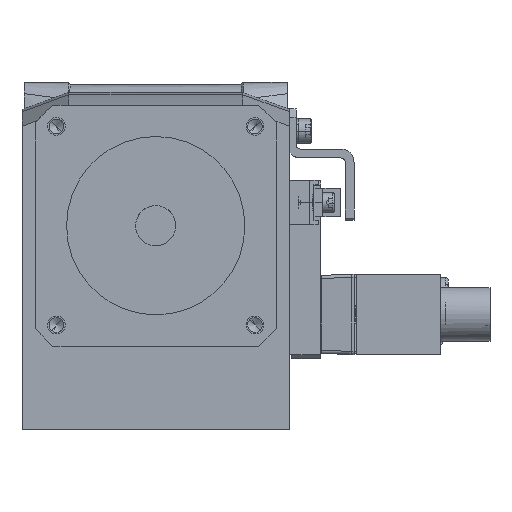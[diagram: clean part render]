
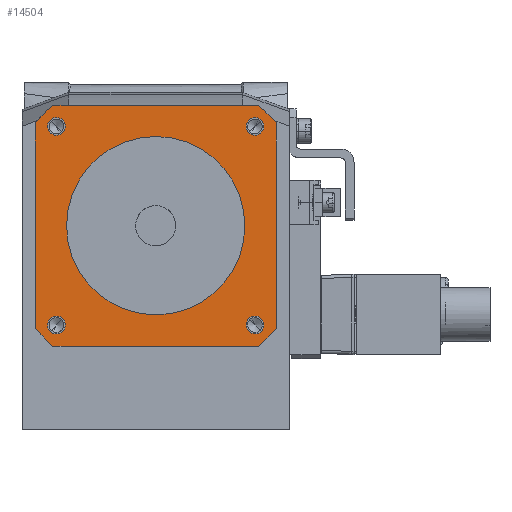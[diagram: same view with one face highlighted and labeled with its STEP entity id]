
A CAD part, front view. The second image highlights one B-rep face of the part: STEP entity #14504.
In plain terms, the highlighted planar face has unit normal (0, -1, 0).
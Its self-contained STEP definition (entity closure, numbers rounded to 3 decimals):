
#13910=CARTESIAN_POINT('Axis2P3D Location',(22.274,-97.,23.526)) ;
#13914=CARTESIAN_POINT('Vertex',(24.274,-97.,23.526)) ;
#13916=CARTESIAN_POINT('Vertex',(23.688,-97.,22.112)) ;
#13919=CARTESIAN_POINT('Axis2P3D Location',(22.274,-97.,23.526)) ;
#13923=CARTESIAN_POINT('Vertex',(20.86,-97.,24.94)) ;
#13950=CARTESIAN_POINT('Axis2P3D Location',(22.274,-97.,23.526)) ;
#13954=CARTESIAN_POINT('Vertex',(20.274,-97.,23.526)) ;
#13957=CARTESIAN_POINT('Axis2P3D Location',(22.274,-97.,23.526)) ;
#13976=CARTESIAN_POINT('Axis2P3D Location',(-22.274,-97.,23.526)) ;
#13980=CARTESIAN_POINT('Vertex',(-20.274,-97.,23.526)) ;
#13982=CARTESIAN_POINT('Vertex',(-23.688,-97.,22.112)) ;
#13985=CARTESIAN_POINT('Axis2P3D Location',(-22.274,-97.,23.526)) ;
#13989=CARTESIAN_POINT('Vertex',(-20.86,-97.,24.94)) ;
#14016=CARTESIAN_POINT('Axis2P3D Location',(-22.274,-97.,23.526)) ;
#14020=CARTESIAN_POINT('Vertex',(-24.274,-97.,23.526)) ;
#14023=CARTESIAN_POINT('Axis2P3D Location',(-22.274,-97.,23.526)) ;
#14042=CARTESIAN_POINT('Axis2P3D Location',(-22.274,-97.,68.074)) ;
#14046=CARTESIAN_POINT('Vertex',(-24.274,-97.,68.074)) ;
#14048=CARTESIAN_POINT('Vertex',(-23.688,-97.,69.488)) ;
#14051=CARTESIAN_POINT('Axis2P3D Location',(-22.274,-97.,68.074)) ;
#14055=CARTESIAN_POINT('Vertex',(-20.86,-97.,66.66)) ;
#14082=CARTESIAN_POINT('Axis2P3D Location',(-22.274,-97.,68.074)) ;
#14086=CARTESIAN_POINT('Vertex',(-20.274,-97.,68.074)) ;
#14089=CARTESIAN_POINT('Axis2P3D Location',(-22.274,-97.,68.074)) ;
#14108=CARTESIAN_POINT('Axis2P3D Location',(22.274,-97.,68.074)) ;
#14112=CARTESIAN_POINT('Vertex',(20.274,-97.,68.074)) ;
#14114=CARTESIAN_POINT('Vertex',(23.688,-97.,69.488)) ;
#14117=CARTESIAN_POINT('Axis2P3D Location',(22.274,-97.,68.074)) ;
#14121=CARTESIAN_POINT('Vertex',(20.86,-97.,66.66)) ;
#14148=CARTESIAN_POINT('Axis2P3D Location',(22.274,-97.,68.074)) ;
#14152=CARTESIAN_POINT('Vertex',(24.274,-97.,68.074)) ;
#14155=CARTESIAN_POINT('Axis2P3D Location',(22.274,-97.,68.074)) ;
#14178=CARTESIAN_POINT('Vertex',(-23.049,-97.,72.8)) ;
#14185=CARTESIAN_POINT('Vertex',(-27.,-97.,68.849)) ;
#14188=CARTESIAN_POINT('Axis2P3D Location',(0.,-97.,45.8)) ;
#14210=CARTESIAN_POINT('Vertex',(-27.,-97.,22.751)) ;
#14213=CARTESIAN_POINT('Line Origine',(-27.,-97.,45.8)) ;
#14234=CARTESIAN_POINT('Vertex',(-23.049,-97.,18.8)) ;
#14237=CARTESIAN_POINT('Axis2P3D Location',(0.,-97.,45.8)) ;
#14258=CARTESIAN_POINT('Vertex',(23.049,-97.,18.8)) ;
#14261=CARTESIAN_POINT('Line Origine',(0.,-97.,18.8)) ;
#14282=CARTESIAN_POINT('Vertex',(27.,-97.,22.751)) ;
#14285=CARTESIAN_POINT('Axis2P3D Location',(0.,-97.,45.8)) ;
#14306=CARTESIAN_POINT('Vertex',(27.,-97.,68.849)) ;
#14309=CARTESIAN_POINT('Line Origine',(27.,-97.,45.8)) ;
#14330=CARTESIAN_POINT('Vertex',(23.049,-97.,72.8)) ;
#14333=CARTESIAN_POINT('Axis2P3D Location',(0.,-97.,45.8)) ;
#14351=CARTESIAN_POINT('Line Origine',(0.,-97.,72.8)) ;
#14447=CARTESIAN_POINT('Axis2P3D Location',(0.,-97.,45.8)) ;
#14486=CARTESIAN_POINT('Axis2P3D Location',(0.,-97.,45.8)) ;
#14490=CARTESIAN_POINT('Vertex',(-20.,-97.,45.8)) ;
#14492=CARTESIAN_POINT('Vertex',(20.,-97.,45.8)) ;
#14495=CARTESIAN_POINT('Axis2P3D Location',(0.,-97.,45.8)) ;
#13911=DIRECTION('Axis2P3D Direction',(0.,1.,0.)) ;
#13920=DIRECTION('Axis2P3D Direction',(0.,1.,0.)) ;
#13951=DIRECTION('Axis2P3D Direction',(0.,1.,0.)) ;
#13958=DIRECTION('Axis2P3D Direction',(0.,1.,0.)) ;
#13977=DIRECTION('Axis2P3D Direction',(0.,1.,0.)) ;
#13986=DIRECTION('Axis2P3D Direction',(0.,1.,0.)) ;
#14017=DIRECTION('Axis2P3D Direction',(0.,1.,0.)) ;
#14024=DIRECTION('Axis2P3D Direction',(0.,1.,0.)) ;
#14043=DIRECTION('Axis2P3D Direction',(0.,1.,0.)) ;
#14052=DIRECTION('Axis2P3D Direction',(0.,1.,0.)) ;
#14083=DIRECTION('Axis2P3D Direction',(0.,1.,0.)) ;
#14090=DIRECTION('Axis2P3D Direction',(0.,1.,0.)) ;
#14109=DIRECTION('Axis2P3D Direction',(-0.,1.,0.)) ;
#14118=DIRECTION('Axis2P3D Direction',(-0.,1.,0.)) ;
#14149=DIRECTION('Axis2P3D Direction',(-0.,1.,0.)) ;
#14156=DIRECTION('Axis2P3D Direction',(-0.,1.,0.)) ;
#14189=DIRECTION('Axis2P3D Direction',(-0.,1.,0.)) ;
#14214=DIRECTION('Vector Direction',(0.,0.,-1.)) ;
#14238=DIRECTION('Axis2P3D Direction',(-0.,1.,0.)) ;
#14262=DIRECTION('Vector Direction',(-1.,0.,0.)) ;
#14286=DIRECTION('Axis2P3D Direction',(-0.,1.,0.)) ;
#14310=DIRECTION('Vector Direction',(0.,0.,-1.)) ;
#14334=DIRECTION('Axis2P3D Direction',(-0.,1.,0.)) ;
#14352=DIRECTION('Vector Direction',(1.,0.,0.)) ;
#14448=DIRECTION('Axis2P3D Direction',(0.,1.,0.)) ;
#14449=DIRECTION('Axis2P3D XDirection',(0.,0.,1.)) ;
#14487=DIRECTION('Axis2P3D Direction',(0.,1.,0.)) ;
#14496=DIRECTION('Axis2P3D Direction',(0.,1.,0.)) ;
#13912=AXIS2_PLACEMENT_3D('Circle Axis2P3D',#13910,#13911,$) ;
#13921=AXIS2_PLACEMENT_3D('Circle Axis2P3D',#13919,#13920,$) ;
#13952=AXIS2_PLACEMENT_3D('Circle Axis2P3D',#13950,#13951,$) ;
#13959=AXIS2_PLACEMENT_3D('Circle Axis2P3D',#13957,#13958,$) ;
#13978=AXIS2_PLACEMENT_3D('Circle Axis2P3D',#13976,#13977,$) ;
#13987=AXIS2_PLACEMENT_3D('Circle Axis2P3D',#13985,#13986,$) ;
#14018=AXIS2_PLACEMENT_3D('Circle Axis2P3D',#14016,#14017,$) ;
#14025=AXIS2_PLACEMENT_3D('Circle Axis2P3D',#14023,#14024,$) ;
#14044=AXIS2_PLACEMENT_3D('Circle Axis2P3D',#14042,#14043,$) ;
#14053=AXIS2_PLACEMENT_3D('Circle Axis2P3D',#14051,#14052,$) ;
#14084=AXIS2_PLACEMENT_3D('Circle Axis2P3D',#14082,#14083,$) ;
#14091=AXIS2_PLACEMENT_3D('Circle Axis2P3D',#14089,#14090,$) ;
#14110=AXIS2_PLACEMENT_3D('Circle Axis2P3D',#14108,#14109,$) ;
#14119=AXIS2_PLACEMENT_3D('Circle Axis2P3D',#14117,#14118,$) ;
#14150=AXIS2_PLACEMENT_3D('Circle Axis2P3D',#14148,#14149,$) ;
#14157=AXIS2_PLACEMENT_3D('Circle Axis2P3D',#14155,#14156,$) ;
#14190=AXIS2_PLACEMENT_3D('Circle Axis2P3D',#14188,#14189,$) ;
#14239=AXIS2_PLACEMENT_3D('Circle Axis2P3D',#14237,#14238,$) ;
#14287=AXIS2_PLACEMENT_3D('Circle Axis2P3D',#14285,#14286,$) ;
#14335=AXIS2_PLACEMENT_3D('Circle Axis2P3D',#14333,#14334,$) ;
#14450=AXIS2_PLACEMENT_3D('Plane Axis2P3D',#14447,#14448,#14449) ;
#14488=AXIS2_PLACEMENT_3D('Circle Axis2P3D',#14486,#14487,$) ;
#14497=AXIS2_PLACEMENT_3D('Circle Axis2P3D',#14495,#14496,$) ;
#14453=ORIENTED_EDGE('',*,*,#14192,.F.) ;
#14454=ORIENTED_EDGE('',*,*,#14217,.T.) ;
#14455=ORIENTED_EDGE('',*,*,#14241,.F.) ;
#14456=ORIENTED_EDGE('',*,*,#14265,.F.) ;
#14457=ORIENTED_EDGE('',*,*,#14289,.F.) ;
#14458=ORIENTED_EDGE('',*,*,#14313,.F.) ;
#14459=ORIENTED_EDGE('',*,*,#14337,.F.) ;
#14460=ORIENTED_EDGE('',*,*,#14355,.F.) ;
#14463=ORIENTED_EDGE('',*,*,#14123,.T.) ;
#14464=ORIENTED_EDGE('',*,*,#14116,.T.) ;
#14465=ORIENTED_EDGE('',*,*,#14159,.T.) ;
#14466=ORIENTED_EDGE('',*,*,#14154,.T.) ;
#14469=ORIENTED_EDGE('',*,*,#14057,.T.) ;
#14470=ORIENTED_EDGE('',*,*,#14050,.T.) ;
#14471=ORIENTED_EDGE('',*,*,#14093,.T.) ;
#14472=ORIENTED_EDGE('',*,*,#14088,.T.) ;
#14475=ORIENTED_EDGE('',*,*,#13991,.T.) ;
#14476=ORIENTED_EDGE('',*,*,#13984,.T.) ;
#14477=ORIENTED_EDGE('',*,*,#14027,.T.) ;
#14478=ORIENTED_EDGE('',*,*,#14022,.T.) ;
#14481=ORIENTED_EDGE('',*,*,#13925,.T.) ;
#14482=ORIENTED_EDGE('',*,*,#13918,.T.) ;
#14483=ORIENTED_EDGE('',*,*,#13961,.T.) ;
#14484=ORIENTED_EDGE('',*,*,#13956,.T.) ;
#14501=ORIENTED_EDGE('',*,*,#14494,.T.) ;
#14502=ORIENTED_EDGE('',*,*,#14499,.T.) ;
#14467=FACE_BOUND('',#14462,.T.) ;
#14473=FACE_BOUND('',#14468,.T.) ;
#14479=FACE_BOUND('',#14474,.T.) ;
#14485=FACE_BOUND('',#14480,.T.) ;
#14503=FACE_BOUND('',#14500,.T.) ;
#14215=VECTOR('Line Direction',#14214,1.) ;
#14263=VECTOR('Line Direction',#14262,1.) ;
#14311=VECTOR('Line Direction',#14310,1.) ;
#14353=VECTOR('Line Direction',#14352,1.) ;
#14504=ADVANCED_FACE('LINEAREINHEIT',(#14461,#14467,#14473,#14479,#14485,#14503),#14451,.F.) ;
#13913=CIRCLE('generated circle',#13912,2.) ;
#13922=CIRCLE('generated circle',#13921,2.) ;
#13953=CIRCLE('generated circle',#13952,2.) ;
#13960=CIRCLE('generated circle',#13959,2.) ;
#13979=CIRCLE('generated circle',#13978,2.) ;
#13988=CIRCLE('generated circle',#13987,2.) ;
#14019=CIRCLE('generated circle',#14018,2.) ;
#14026=CIRCLE('generated circle',#14025,2.) ;
#14045=CIRCLE('generated circle',#14044,2.) ;
#14054=CIRCLE('generated circle',#14053,2.) ;
#14085=CIRCLE('generated circle',#14084,2.) ;
#14092=CIRCLE('generated circle',#14091,2.) ;
#14111=CIRCLE('generated circle',#14110,2.) ;
#14120=CIRCLE('generated circle',#14119,2.) ;
#14151=CIRCLE('generated circle',#14150,2.) ;
#14158=CIRCLE('generated circle',#14157,2.) ;
#14191=CIRCLE('generated circle',#14190,35.5) ;
#14240=CIRCLE('generated circle',#14239,35.5) ;
#14288=CIRCLE('generated circle',#14287,35.5) ;
#14336=CIRCLE('generated circle',#14335,35.5) ;
#14489=CIRCLE('generated circle',#14488,20.) ;
#14498=CIRCLE('generated circle',#14497,20.) ;
#13918=EDGE_CURVE('',#13915,#13917,#13913,.T.) ;
#13925=EDGE_CURVE('',#13924,#13915,#13922,.T.) ;
#13956=EDGE_CURVE('',#13955,#13924,#13953,.T.) ;
#13961=EDGE_CURVE('',#13917,#13955,#13960,.T.) ;
#13984=EDGE_CURVE('',#13981,#13983,#13979,.T.) ;
#13991=EDGE_CURVE('',#13990,#13981,#13988,.T.) ;
#14022=EDGE_CURVE('',#14021,#13990,#14019,.T.) ;
#14027=EDGE_CURVE('',#13983,#14021,#14026,.T.) ;
#14050=EDGE_CURVE('',#14047,#14049,#14045,.T.) ;
#14057=EDGE_CURVE('',#14056,#14047,#14054,.T.) ;
#14088=EDGE_CURVE('',#14087,#14056,#14085,.T.) ;
#14093=EDGE_CURVE('',#14049,#14087,#14092,.T.) ;
#14116=EDGE_CURVE('',#14113,#14115,#14111,.T.) ;
#14123=EDGE_CURVE('',#14122,#14113,#14120,.T.) ;
#14154=EDGE_CURVE('',#14153,#14122,#14151,.T.) ;
#14159=EDGE_CURVE('',#14115,#14153,#14158,.T.) ;
#14192=EDGE_CURVE('',#14186,#14179,#14191,.T.) ;
#14217=EDGE_CURVE('',#14186,#14211,#14216,.T.) ;
#14241=EDGE_CURVE('',#14235,#14211,#14240,.T.) ;
#14265=EDGE_CURVE('',#14259,#14235,#14264,.T.) ;
#14289=EDGE_CURVE('',#14283,#14259,#14288,.T.) ;
#14313=EDGE_CURVE('',#14307,#14283,#14312,.T.) ;
#14337=EDGE_CURVE('',#14331,#14307,#14336,.T.) ;
#14355=EDGE_CURVE('',#14179,#14331,#14354,.T.) ;
#14494=EDGE_CURVE('',#14491,#14493,#14489,.T.) ;
#14499=EDGE_CURVE('',#14493,#14491,#14498,.T.) ;
#14452=EDGE_LOOP('',(#14453,#14454,#14455,#14456,#14457,#14458,#14459,#14460)) ;
#14462=EDGE_LOOP('',(#14463,#14464,#14465,#14466)) ;
#14468=EDGE_LOOP('',(#14469,#14470,#14471,#14472)) ;
#14474=EDGE_LOOP('',(#14475,#14476,#14477,#14478)) ;
#14480=EDGE_LOOP('',(#14481,#14482,#14483,#14484)) ;
#14500=EDGE_LOOP('',(#14501,#14502)) ;
#14461=FACE_OUTER_BOUND('',#14452,.T.) ;
#14216=LINE('Line',#14213,#14215) ;
#14264=LINE('Line',#14261,#14263) ;
#14312=LINE('Line',#14309,#14311) ;
#14354=LINE('Line',#14351,#14353) ;
#14451=PLANE('Plane',#14450) ;
#13915=VERTEX_POINT('',#13914) ;
#13917=VERTEX_POINT('',#13916) ;
#13924=VERTEX_POINT('',#13923) ;
#13955=VERTEX_POINT('',#13954) ;
#13981=VERTEX_POINT('',#13980) ;
#13983=VERTEX_POINT('',#13982) ;
#13990=VERTEX_POINT('',#13989) ;
#14021=VERTEX_POINT('',#14020) ;
#14047=VERTEX_POINT('',#14046) ;
#14049=VERTEX_POINT('',#14048) ;
#14056=VERTEX_POINT('',#14055) ;
#14087=VERTEX_POINT('',#14086) ;
#14113=VERTEX_POINT('',#14112) ;
#14115=VERTEX_POINT('',#14114) ;
#14122=VERTEX_POINT('',#14121) ;
#14153=VERTEX_POINT('',#14152) ;
#14179=VERTEX_POINT('',#14178) ;
#14186=VERTEX_POINT('',#14185) ;
#14211=VERTEX_POINT('',#14210) ;
#14235=VERTEX_POINT('',#14234) ;
#14259=VERTEX_POINT('',#14258) ;
#14283=VERTEX_POINT('',#14282) ;
#14307=VERTEX_POINT('',#14306) ;
#14331=VERTEX_POINT('',#14330) ;
#14491=VERTEX_POINT('',#14490) ;
#14493=VERTEX_POINT('',#14492) ;
